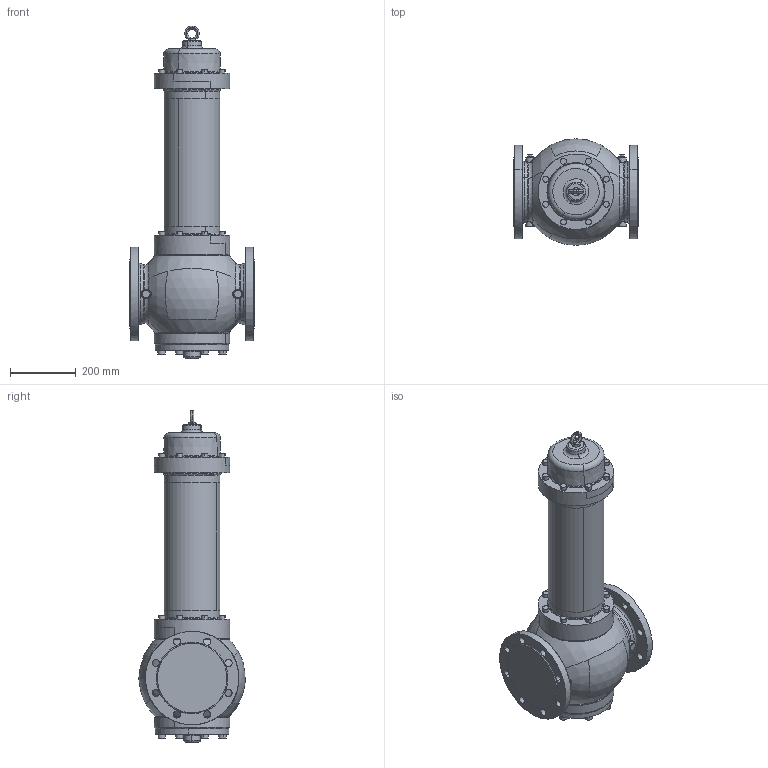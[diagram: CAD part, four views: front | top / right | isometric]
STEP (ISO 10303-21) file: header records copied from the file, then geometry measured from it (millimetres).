
FILE_DESCRIPTION(('CATIA V5 STEP'),'2;1');
FILE_NAME('DF100_DN_150_PN_16.stp','2015-01-20T16:08:05+00:00',('none'),('none'),'CATIA Version 5 Release 19 SP 9 (IN-10)','CATIA V5 STEP AP203 Edition 2','none');
FILE_SCHEMA(('AP203_CONFIGURATION_CONTROLLED_3D_DESIGN_OF_MECHANICAL_PARTS_AND_ASSEMBLIES_MIM_LF { 1 0 10303 403 2 1 2}'));
Length unit declared in the file: millimetre
Products named in the file (1): 300400001_DF100_DN_150_PN_16_AllCATPart
Bounding box: 380 x 324.28 x 1012 mm (x, y, z)
Volume: 38656956.6 mm3; surface area: 1067818.5 mm2
Topology: 1 solids, 35 shells, 665 faces, 1538 edges, 970 vertices
Faces by surface type: cylinder 269, plane 140, cone 87, torus 84, bspline 60, sphere 25
Entity records: 26758 total; most frequent: CARTESIAN_POINT 13547, ORIENTED_EDGE 3040, DIRECTION 1919, EDGE_CURVE 1520, AXIS2_PLACEMENT_3D 1099, VERTEX_POINT 961, EDGE_LOOP 765, ADVANCED_FACE 665
